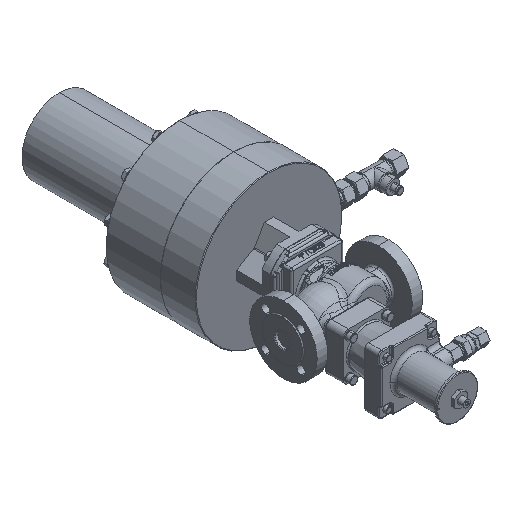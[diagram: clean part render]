
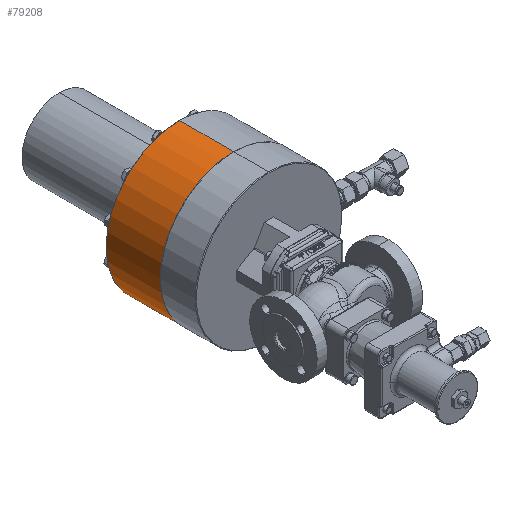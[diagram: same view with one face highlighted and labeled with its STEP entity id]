
A CAD part, isometric view. The second image highlights one B-rep face of the part: STEP entity #79208.
In plain terms, the highlighted cylindrical face has radius 125 mm (diameter 250 mm), a partial arc.
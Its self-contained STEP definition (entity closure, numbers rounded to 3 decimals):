
#142 = EDGE_LOOP ( 'NONE', ( #49941, #66351, #20550, #59188 ) ) ;
#707 = DIRECTION ( 'NONE',  ( 0., -1., 0. ) ) ;
#4150 = EDGE_CURVE ( 'Defeature ausgef�hrt1_1311+Defeature ausgef�hrt1_1312+Defeature ausgef�hrt1_1312+Defeature ausgef�hrt1_1312', #44005, #73009, #34355, .T. ) ;
#4653 = DIRECTION ( 'NONE',  ( 0., 0., -1. ) ) ;
#5381 = CARTESIAN_POINT ( 'NONE',  ( 10.234, 199.572, -125. ) ) ;
#6122 = DIRECTION ( 'NONE',  ( 0., 0., -1. ) ) ;
#7023 = EDGE_CURVE ( 'Defeature ausgef�hrt1_1312+Defeature ausgef�hrt1_1307+Defeature ausgef�hrt1_1307+Defeature ausgef�hrt1_1307', #25406, #52074, #78602, .T. ) ;
#7348 = AXIS2_PLACEMENT_3D ( 'NONE', #69697, #32523, #64274 ) ;
#8193 = CARTESIAN_POINT ( 'NONE',  ( 10.234, 197.572, 125. ) ) ;
#10879 = CARTESIAN_POINT ( 'NONE',  ( 10.234, 197.572, 0. ) ) ;
#17349 = EDGE_CURVE ( 'NONE', #25406, #44005, #39181, .T. ) ;
#20172 = VECTOR ( 'NONE', #29289, 1000. ) ;
#20550 = ORIENTED_EDGE ( 'NONE', *, *, #30379, .T. ) ;
#21180 = AXIS2_PLACEMENT_3D ( 'NONE', #57357, #707, #6122 ) ;
#21971 = CARTESIAN_POINT ( 'NONE',  ( 10.234, 199.572, 125. ) ) ;
#25406 = VERTEX_POINT ( 'NONE', #25857 ) ;
#25857 = CARTESIAN_POINT ( 'NONE',  ( 10.234, 291.572, 125. ) ) ;
#26819 = DIRECTION ( 'NONE',  ( 0., -1., 0. ) ) ;
#29289 = DIRECTION ( 'NONE',  ( 0., -1., 0. ) ) ;
#30379 = EDGE_CURVE ( 'NONE', #52074, #73009, #48281, .T. ) ;
#30433 = VECTOR ( 'NONE', #26819, 1000. ) ;
#32523 = DIRECTION ( 'NONE',  ( 0., -1., 0. ) ) ;
#34355 = CIRCLE ( 'NONE', #21180, 125. ) ;
#36104 = DIRECTION ( 'NONE',  ( 0., -1., 0. ) ) ;
#39181 = LINE ( 'NONE', #8193, #30433 ) ;
#40965 = CARTESIAN_POINT ( 'NONE',  ( 10.234, 291.572, -125. ) ) ;
#41680 = CARTESIAN_POINT ( 'NONE',  ( 10.234, 197.572, -125. ) ) ;
#44005 = VERTEX_POINT ( 'NONE', #21971 ) ;
#48281 = LINE ( 'NONE', #41680, #20172 ) ;
#48468 = FACE_OUTER_BOUND ( 'NONE', #142, .T. ) ;
#49941 = ORIENTED_EDGE ( 'NONE', *, *, #17349, .F. ) ;
#52074 = VERTEX_POINT ( 'NONE', #40965 ) ;
#57357 = CARTESIAN_POINT ( 'NONE',  ( 10.234, 199.572, 0. ) ) ;
#59188 = ORIENTED_EDGE ( 'NONE', *, *, #4150, .F. ) ;
#64274 = DIRECTION ( 'NONE',  ( 0., 0., -1. ) ) ;
#66351 = ORIENTED_EDGE ( 'NONE', *, *, #7023, .T. ) ;
#66737 = AXIS2_PLACEMENT_3D ( 'NONE', #10879, #36104, #4653 ) ;
#69697 = CARTESIAN_POINT ( 'NONE',  ( 10.234, 291.572, 0. ) ) ;
#73009 = VERTEX_POINT ( 'NONE', #5381 ) ;
#73673 = CYLINDRICAL_SURFACE ( 'NONE', #66737, 125. ) ;
#78602 = CIRCLE ( 'NONE', #7348, 125. ) ;
#79208 = ADVANCED_FACE ( 'Defeature ausgef�hrt1_1312', ( #48468 ), #73673, .T. ) ;
